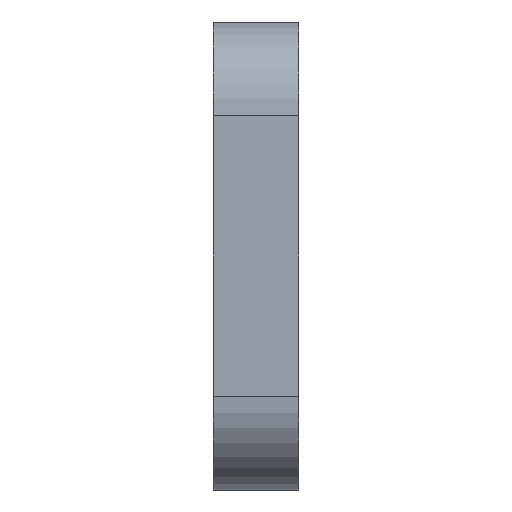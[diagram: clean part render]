
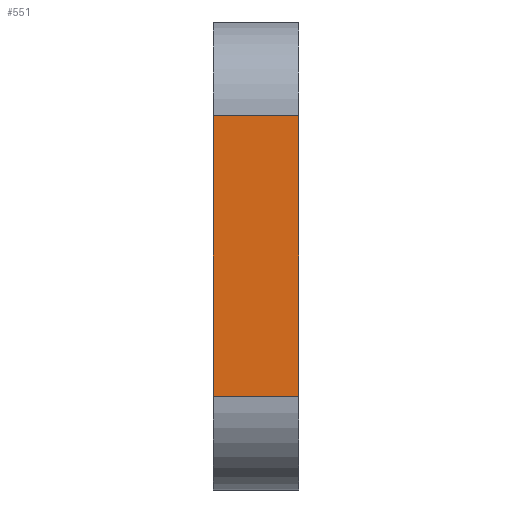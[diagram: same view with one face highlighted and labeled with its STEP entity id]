
A CAD part, left-side view. The second image highlights one B-rep face of the part: STEP entity #551.
In plain terms, the highlighted planar face has unit normal (-1, 0, 0).
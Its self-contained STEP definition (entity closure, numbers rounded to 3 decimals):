
#68 = EDGE_CURVE ( 'NONE', #828, #1731, #711, .T. ) ;
#137 = AXIS2_PLACEMENT_3D ( 'NONE', #1516, #950, #345 ) ;
#138 = VERTEX_POINT ( 'NONE', #1416 ) ;
#254 = LINE ( 'NONE', #1724, #957 ) ;
#345 = DIRECTION ( 'NONE',  ( 0., 0., -1. ) ) ;
#360 = ORIENTED_EDGE ( 'NONE', *, *, #1453, .T. ) ;
#442 = DIRECTION ( 'NONE',  ( 0., 0., 1. ) ) ;
#551 = ADVANCED_FACE ( 'NONE', ( #1655 ), #1224, .F. ) ;
#598 = CARTESIAN_POINT ( 'NONE',  ( -60., 5.5, 9. ) ) ;
#711 = LINE ( 'NONE', #598, #1694 ) ;
#805 = VERTEX_POINT ( 'NONE', #1701 ) ;
#810 = DIRECTION ( 'NONE',  ( 0., -1., 0. ) ) ;
#828 = VERTEX_POINT ( 'NONE', #1004 ) ;
#923 = ORIENTED_EDGE ( 'NONE', *, *, #1295, .F. ) ;
#926 = VECTOR ( 'NONE', #1708, 1000. ) ;
#950 = DIRECTION ( 'NONE',  ( 1., 0., 0. ) ) ;
#957 = VECTOR ( 'NONE', #442, 1000. ) ;
#973 = LINE ( 'NONE', #1253, #1229 ) ;
#974 = CARTESIAN_POINT ( 'NONE',  ( -60., 0., 15. ) ) ;
#1004 = CARTESIAN_POINT ( 'NONE',  ( -60., 0., 9. ) ) ;
#1224 = PLANE ( 'NONE',  #137 ) ;
#1229 = VECTOR ( 'NONE', #810, 1000. ) ;
#1253 = CARTESIAN_POINT ( 'NONE',  ( -60., 5.5, -9. ) ) ;
#1262 = EDGE_CURVE ( 'NONE', #805, #828, #1840, .T. ) ;
#1280 = DIRECTION ( 'NONE',  ( 0., 1., 0. ) ) ;
#1295 = EDGE_CURVE ( 'NONE', #138, #1731, #254, .T. ) ;
#1383 = ORIENTED_EDGE ( 'NONE', *, *, #1262, .T. ) ;
#1416 = CARTESIAN_POINT ( 'NONE',  ( -60., 5.5, -9. ) ) ;
#1453 = EDGE_CURVE ( 'NONE', #138, #805, #973, .T. ) ;
#1516 = CARTESIAN_POINT ( 'NONE',  ( -60., 5.5, 15. ) ) ;
#1592 = CARTESIAN_POINT ( 'NONE',  ( -60., 5.5, 9. ) ) ;
#1655 = FACE_OUTER_BOUND ( 'NONE', #1728, .T. ) ;
#1694 = VECTOR ( 'NONE', #1280, 1000. ) ;
#1701 = CARTESIAN_POINT ( 'NONE',  ( -60., 0., -9. ) ) ;
#1708 = DIRECTION ( 'NONE',  ( 0., 0., 1. ) ) ;
#1714 = ORIENTED_EDGE ( 'NONE', *, *, #68, .T. ) ;
#1724 = CARTESIAN_POINT ( 'NONE',  ( -60., 5.5, 15. ) ) ;
#1728 = EDGE_LOOP ( 'NONE', ( #1383, #1714, #923, #360 ) ) ;
#1731 = VERTEX_POINT ( 'NONE', #1592 ) ;
#1840 = LINE ( 'NONE', #974, #926 ) ;
